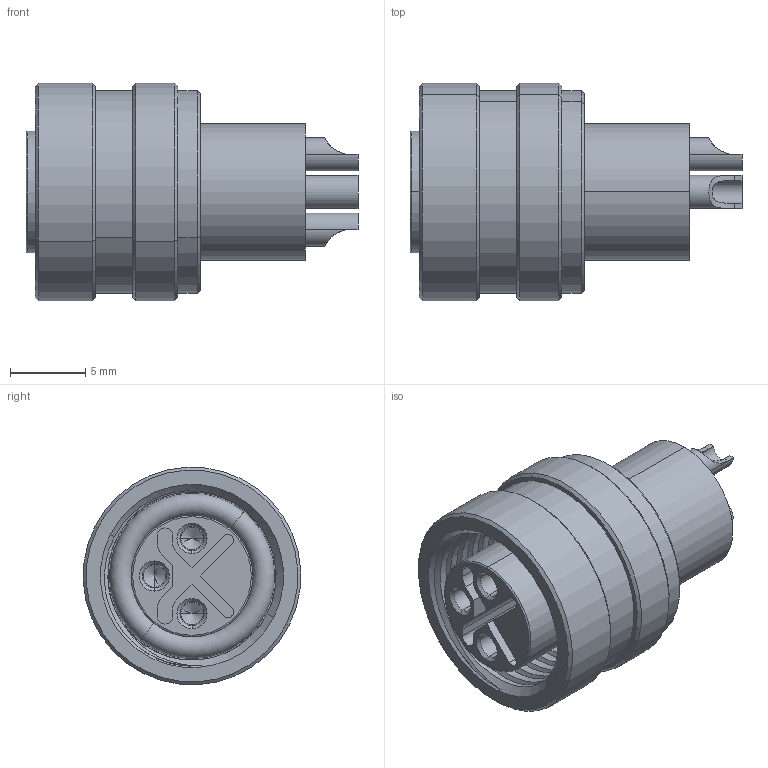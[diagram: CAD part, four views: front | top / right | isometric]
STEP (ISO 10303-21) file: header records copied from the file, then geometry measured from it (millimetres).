
FILE_DESCRIPTION (( 'STEP AP203' ), '1' );
FILE_NAME ('50-01051.1.STEP', '2025-03-24T23:56:20', ( '' ), ( '' ), 'SwSTEP 2.0', 'SolidWorks 2021', '' );
FILE_SCHEMA (( 'CONFIG_CONTROL_DESIGN' ));
Length unit declared in the file: millimetre
Products named in the file (5): 50-01051-03___; 50-01051-01___; 50-01051.1; 50-01051-02___; 50-01051-04___
Assembly tree (6 placements, depth 2):
  50-01051.1
    50-01051-01___
    50-01051-02___
    50-01051-03___  x3
    50-01051-04___
Bounding box: 22.1 x 14.48 x 14.48 mm (x, y, z)
Volume: 1673.5 mm3; surface area: 3190 mm2
Topology: 6 solids, 6 shells, 210 faces, 509 edges, 313 vertices
Faces by surface type: cylinder 91, plane 67, cone 32, torus 18, bspline 2
Entity records: 5976 total; most frequent: CARTESIAN_POINT 1993, DIRECTION 756, ORIENTED_EDGE 698, EDGE_CURVE 349, AXIS2_PLACEMENT_3D 299, VERTEX_POINT 221, EDGE_LOOP 166, VECTOR 158
